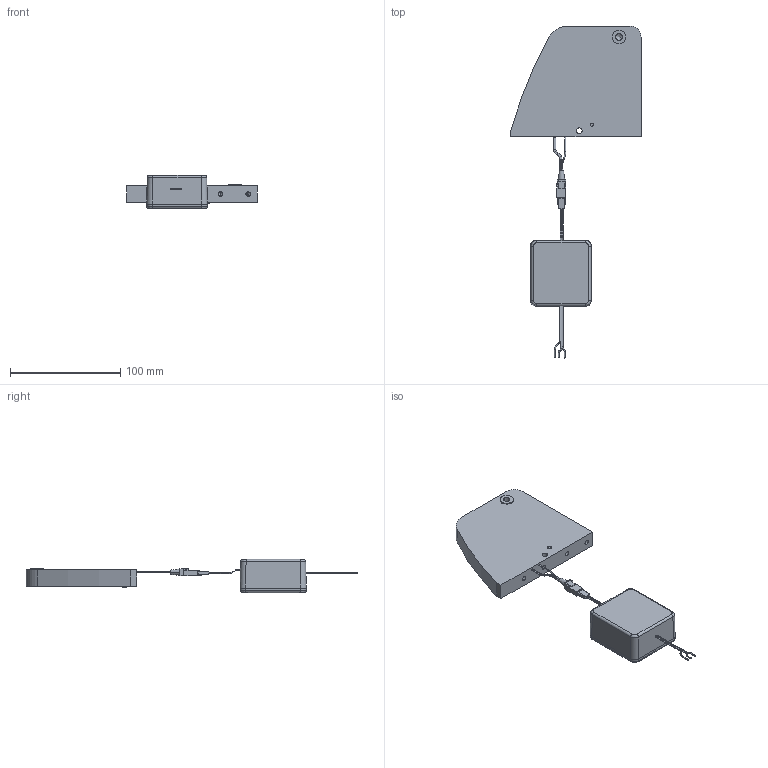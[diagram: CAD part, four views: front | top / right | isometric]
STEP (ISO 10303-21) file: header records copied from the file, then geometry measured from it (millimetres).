
FILE_DESCRIPTION (( 'STEP AP214' ), '1' );
FILE_NAME ('INGUN_110515.STEP', '2021-11-11T09:46:40', ( '' ), ( '' ), 'SwSTEP 2.0', 'SolidWorks 2018', '' );
FILE_SCHEMA (( 'AUTOMOTIVE_DESIGN' ));
Length unit declared in the file: millimetre
Products named in the file (19): INGUN_110515; K_102726~0; 111186~1_S; 106829~0_S; 112297~0_S; 106761~11_KUNDE<S>; 111364~1_S; K_101934~0_Predeterminado; 112302~0_S; 111368~0_S; 111365~1_S; K_102152~0; 31194~0; K_102727~0; 106834~4_KUNDE<S>; 111429~0_S; 111185~3_S; K_102728~0
Assembly tree (22 placements, depth 4):
  INGUN_110515
    106834~4_KUNDE<S>
      106761~11_KUNDE<S>
      106829~0_S
      31194~0
    111368~0_S
      111365~1_S
      K_101934~0_Predeterminado
    111185~3_S
      111364~1_S
        111365~1_S
        K_102152~0
      111186~1_S
      111429~0_S
        K_102726~0
        K_102727~0
        K_102728~0  x4
      112297~0_S  x2
      112302~0_S
Bounding box: 118 x 301.34 x 30.1 mm (x, y, z)
Volume: 181567.5 mm3; surface area: 63775.4 mm2
Topology: 24 solids, 24 shells, 1864 faces, 4800 edges, 3084 vertices
Faces by surface type: plane 841, bspline 586, cylinder 216, cone 133, torus 88
Entity records: 84415 total; most frequent: CARTESIAN_POINT 38584, ORIENTED_EDGE 7742, DIRECTION 5335, EDGE_CURVE 3871, VERTEX_POINT 2480, LINE 1805, VECTOR 1805, AXIS2_PLACEMENT_3D 1765
